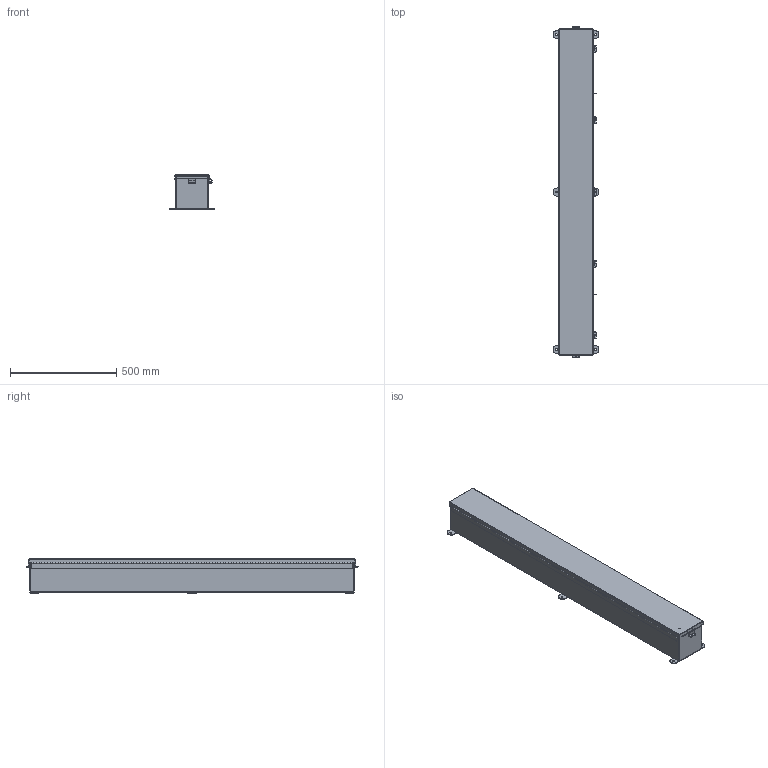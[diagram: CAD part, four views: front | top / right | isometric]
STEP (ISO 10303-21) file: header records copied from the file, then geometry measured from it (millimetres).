
FILE_DESCRIPTION (( 'STEP AP203' ), '1' );
FILE_NAME ('N060660SSCHTR.STEP', '2016-03-02T21:18:55', ( 'change1' ), ( 'Microsoft' ), 'SwSTEP 2.0', 'SolidWorks 2015', '' );
FILE_SCHEMA (( 'CONFIG_CONTROL_DESIGN' ));
Length unit declared in the file: inch
Products named in the file (13): N060660SSCHTR; N060660SSCHTR JIC_Cover_Template; N060660SSCHTR JIC Clamp Bracket; N060660SSCHTR JIC Cover Clamp; N060660SSCHTR JIC Top; N060660SSCHTR JIC Bottom; N060660SSCHTR JIC Enclosure Template; N060660SSCHTR HW-CD-S-25020-034; N060660SSCHTR Hinge Body Side; HW-CLH-JH-20154; N060660SSCHTR Hinge Cover Side JIC; N060660SSCHTR JIC Mounting Bracket; N060660SSCHTR _JIC Hinge
Assembly tree (28 placements, depth 3):
  N060660SSCHTR
    N060660SSCHTR JIC Enclosure Template
    N060660SSCHTR _JIC Hinge
      N060660SSCHTR Hinge Body Side
      N060660SSCHTR Hinge Cover Side JIC
    N060660SSCHTR JIC_Cover_Template
    N060660SSCHTR JIC Clamp Bracket  x7
    N060660SSCHTR JIC Cover Clamp  x7
    N060660SSCHTR JIC Top
    N060660SSCHTR JIC Bottom
    N060660SSCHTR HW-CD-S-25020-034  x2
    HW-CLH-JH-20154  x2
    N060660SSCHTR JIC Mounting Bracket  x3
Bounding box: 215.9 x 1559.73 x 160.96 mm (x, y, z)
Volume: 2259562.3 mm3; surface area: 2395381.6 mm2
Topology: 27 solids, 27 shells, 1657 faces, 4273 edges, 2672 vertices
Faces by surface type: plane 986, cylinder 651, bspline 8, torus 8, cone 4
Entity records: 43286 total; most frequent: CARTESIAN_POINT 7551, DIRECTION 7305, ORIENTED_EDGE 7072, EDGE_CURVE 3536, AXIS2_PLACEMENT_3D 2435, VECTOR 2435, LINE 2435, VERTEX_POINT 2233
